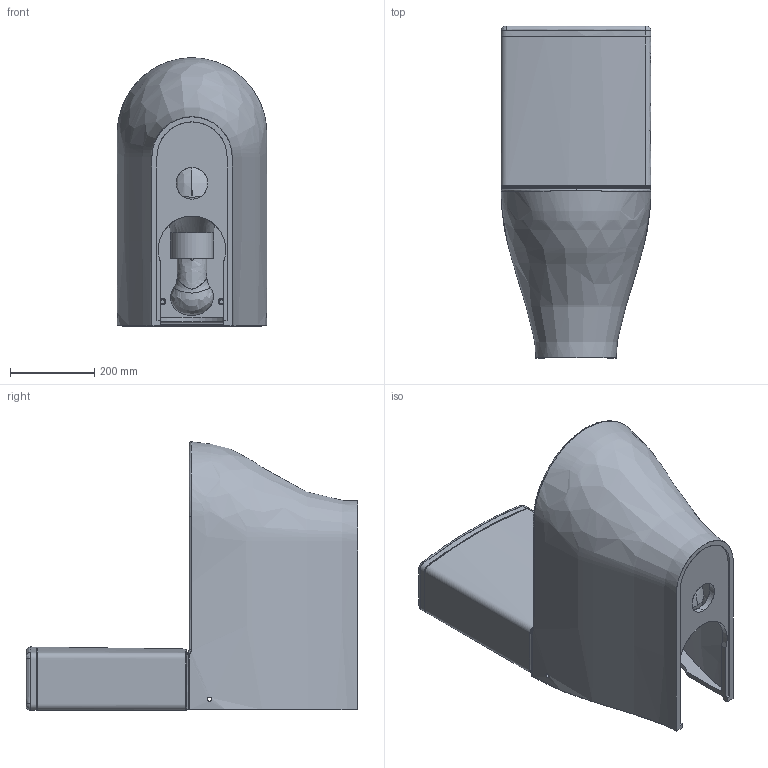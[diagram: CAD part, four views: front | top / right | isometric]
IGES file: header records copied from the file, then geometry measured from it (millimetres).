
Start section: SolidWorks IGES file using analytic representation for surfaces
Global section: file name: PR090 ASM_IGS_V11021.IGS; native system: SolidWorks 2019; preprocessor: SolidWorks 2019; author: adam.jones; date: 211029.144955; units: millimetre
Bounding box: 355 x 786.58 x 636.02 mm (x, y, z)
Surface area: 3001426 mm2 (no closed solid volume)
Topology: 0 solids, 0 shells, 404 faces, 8334 edges, 8313 vertices
Faces by surface type: bspline 297, revolution 107
